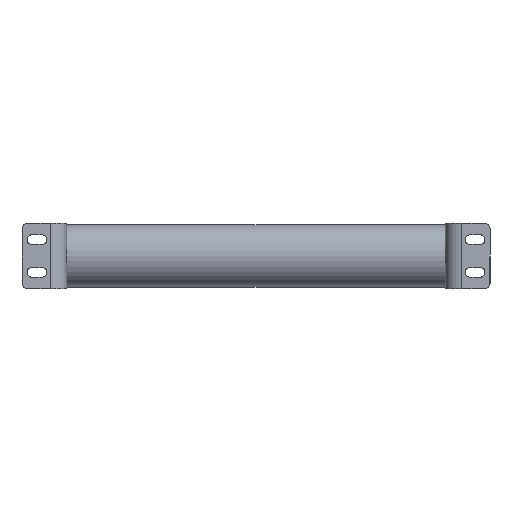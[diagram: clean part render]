
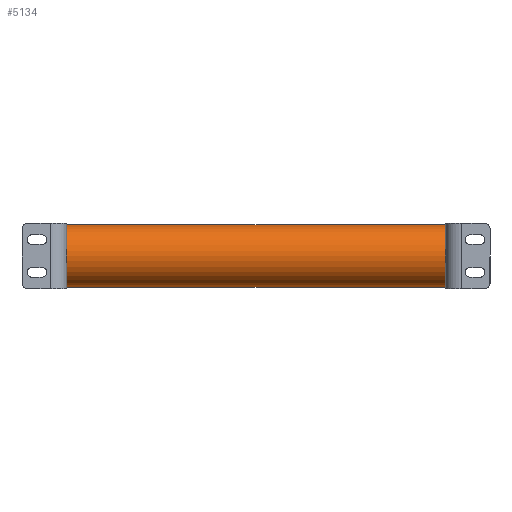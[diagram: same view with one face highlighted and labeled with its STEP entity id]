
A CAD part, front view. The second image highlights one B-rep face of the part: STEP entity #5134.
In plain terms, the highlighted cylindrical face has radius 36.513 mm (diameter 73.025 mm), a partial arc.
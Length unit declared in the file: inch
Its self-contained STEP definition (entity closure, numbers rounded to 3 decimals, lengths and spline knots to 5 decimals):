
#425 = EDGE_CURVE ( 'Edge2', #2426, #13185, #5214, .T. ) ;
#1190 = DIRECTION ( 'NONE',  ( 1., 0., 0. ) ) ;
#1292 = ORIENTED_EDGE ( 'NONE', *, *, #425, .T. ) ;
#1499 = VECTOR ( 'NONE', #11383, 39.37008 ) ;
#1647 = DIRECTION ( 'NONE',  ( 1., 0., 0. ) ) ;
#2184 = VECTOR ( 'NONE', #6065, 39.37008 ) ;
#2426 = VERTEX_POINT ( 'NONE', #6409 ) ;
#2464 = FACE_OUTER_BOUND ( 'NONE', #12060, .T. ) ;
#2544 = VERTEX_POINT ( 'NONE', #4688 ) ;
#3000 = ORIENTED_EDGE ( 'NONE', *, *, #7581, .F. ) ;
#3118 = LINE ( 'NONE', #7157, #1499 ) ;
#4449 = CARTESIAN_POINT ( 'NONE',  ( 8.7, 0., 1.4375 ) ) ;
#4688 = CARTESIAN_POINT ( 'NONE',  ( 8.7, 0., -1.4375 ) ) ;
#4900 = LINE ( 'NONE', #7967, #2184 ) ;
#5124 = CARTESIAN_POINT ( 'NONE',  ( 8.7, 0., 0. ) ) ;
#5134 = ADVANCED_FACE ( 'Face2', ( #2464 ), #11847, .T. ) ;
#5214 = CIRCLE ( 'NONE', #6964, 1.4375 ) ;
#5635 = CIRCLE ( 'NONE', #12965, 1.4375 ) ;
#5658 = DIRECTION ( 'NONE',  ( 0., 0., 1. ) ) ;
#6065 = DIRECTION ( 'NONE',  ( -1., 0., 0. ) ) ;
#6409 = CARTESIAN_POINT ( 'NONE',  ( -8.7, 0., 1.4375 ) ) ;
#6879 = CARTESIAN_POINT ( 'NONE',  ( -8.7, 0., 0. ) ) ;
#6964 = AXIS2_PLACEMENT_3D ( 'NONE', #6879, #1647, #8642 ) ;
#7157 = CARTESIAN_POINT ( 'NONE',  ( 8.7, 0., -1.4375 ) ) ;
#7181 = DIRECTION ( 'NONE',  ( 0., 0., -1. ) ) ;
#7581 = EDGE_CURVE ( 'NONE', #2544, #13185, #3118, .T. ) ;
#7844 = DIRECTION ( 'NONE',  ( -1., 0., 0. ) ) ;
#7967 = CARTESIAN_POINT ( 'NONE',  ( 8.7, 0., 1.4375 ) ) ;
#8111 = CARTESIAN_POINT ( 'NONE',  ( -8.7, 0., -1.4375 ) ) ;
#8359 = EDGE_CURVE ( 'Edge1', #12211, #2544, #5635, .T. ) ;
#8636 = CARTESIAN_POINT ( 'NONE',  ( 8.7, 0., 0. ) ) ;
#8642 = DIRECTION ( 'NONE',  ( 0., 0., -1. ) ) ;
#10879 = AXIS2_PLACEMENT_3D ( 'NONE', #8636, #7844, #5658 ) ;
#11383 = DIRECTION ( 'NONE',  ( -1., 0., 0. ) ) ;
#11847 = CYLINDRICAL_SURFACE ( 'NONE', #10879, 1.4375 ) ;
#11878 = ORIENTED_EDGE ( 'NONE', *, *, #8359, .F. ) ;
#11904 = EDGE_CURVE ( 'NONE', #12211, #2426, #4900, .T. ) ;
#12060 = EDGE_LOOP ( 'NONE', ( #3000, #11878, #12433, #1292 ) ) ;
#12211 = VERTEX_POINT ( 'NONE', #4449 ) ;
#12433 = ORIENTED_EDGE ( 'NONE', *, *, #11904, .T. ) ;
#12965 = AXIS2_PLACEMENT_3D ( 'NONE', #5124, #1190, #7181 ) ;
#13185 = VERTEX_POINT ( 'NONE', #8111 ) ;
